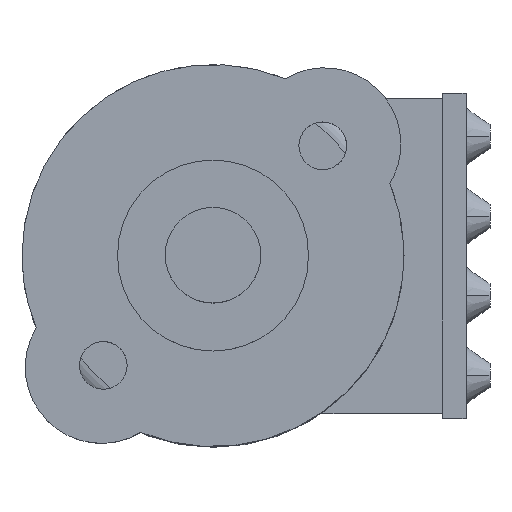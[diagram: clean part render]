
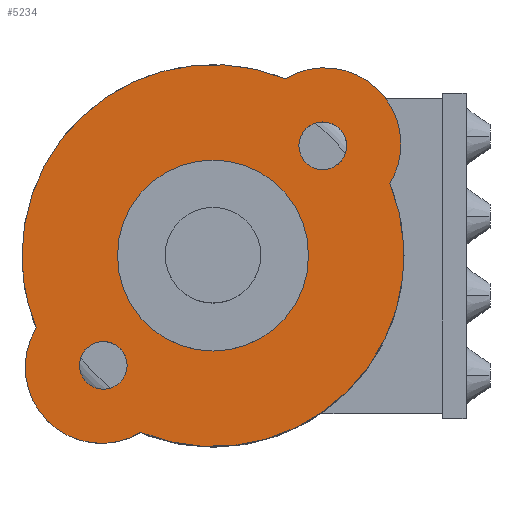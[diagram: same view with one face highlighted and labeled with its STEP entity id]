
A CAD part, top view. The second image highlights one B-rep face of the part: STEP entity #5234.
In plain terms, the highlighted planar face has unit normal (0, 0, 1).
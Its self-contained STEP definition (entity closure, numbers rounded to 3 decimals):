
#31 = EDGE_CURVE ( 'NONE', #7396, #200, #6682, .T. ) ;
#168 = CIRCLE ( 'NONE', #6480, 0.5 ) ;
#200 = VERTEX_POINT ( 'NONE', #3255 ) ;
#226 = DIRECTION ( 'NONE',  ( 0., 0., 1. ) ) ;
#307 = EDGE_CURVE ( 'NONE', #3013, #5542, #1746, .T. ) ;
#335 = DIRECTION ( 'NONE',  ( 0., 0., -1. ) ) ;
#458 = CIRCLE ( 'NONE', #7617, 2. ) ;
#513 = EDGE_CURVE ( 'NONE', #2762, #4809, #5929, .T. ) ;
#573 = CARTESIAN_POINT ( 'NONE',  ( 2.336, 2.336, 9.2 ) ) ;
#812 = ORIENTED_EDGE ( 'NONE', *, *, #307, .F. ) ;
#864 = EDGE_CURVE ( 'NONE', #4809, #2762, #458, .T. ) ;
#1002 = CIRCLE ( 'NONE', #3962, 0.5 ) ;
#1109 = CARTESIAN_POINT ( 'NONE',  ( 0., 0., 9.2 ) ) ;
#1134 = CARTESIAN_POINT ( 'NONE',  ( -3.703, -1.511, 9.2 ) ) ;
#1229 = FACE_BOUND ( 'NONE', #8697, .T. ) ;
#1359 = ORIENTED_EDGE ( 'NONE', *, *, #8112, .T. ) ;
#1399 = DIRECTION ( 'NONE',  ( 0., 0., 1. ) ) ;
#1496 = CARTESIAN_POINT ( 'NONE',  ( 0., 0., 9.2 ) ) ;
#1551 = CARTESIAN_POINT ( 'NONE',  ( 2.336, 2.336, 9.2 ) ) ;
#1632 = EDGE_CURVE ( 'NONE', #4128, #7873, #5659, .T. ) ;
#1645 = DIRECTION ( 'NONE',  ( 0., 0., 1. ) ) ;
#1679 = FACE_BOUND ( 'NONE', #8028, .T. ) ;
#1730 = AXIS2_PLACEMENT_3D ( 'NONE', #573, #4638, #4040 ) ;
#1746 = CIRCLE ( 'NONE', #4044, 0.5 ) ;
#1780 = CARTESIAN_POINT ( 'NONE',  ( 2.798, 2.298, 9.2 ) ) ;
#1820 = VERTEX_POINT ( 'NONE', #2725 ) ;
#1835 = AXIS2_PLACEMENT_3D ( 'NONE', #5815, #7853, #8447 ) ;
#2085 = ORIENTED_EDGE ( 'NONE', *, *, #7893, .F. ) ;
#2302 = CARTESIAN_POINT ( 'NONE',  ( 1.511, 3.703, 9.2 ) ) ;
#2467 = ORIENTED_EDGE ( 'NONE', *, *, #31, .F. ) ;
#2494 = DIRECTION ( 'NONE',  ( 0., 0., 1. ) ) ;
#2506 = EDGE_LOOP ( 'NONE', ( #2085, #1359, #6607, #7422, #2467, #7129 ) ) ;
#2530 = AXIS2_PLACEMENT_3D ( 'NONE', #1551, #1399, #3641 ) ;
#2612 = ORIENTED_EDGE ( 'NONE', *, *, #4901, .F. ) ;
#2709 = CIRCLE ( 'NONE', #1835, 4. ) ;
#2725 = CARTESIAN_POINT ( 'NONE',  ( 3.703, 1.511, 9.2 ) ) ;
#2762 = VERTEX_POINT ( 'NONE', #3587 ) ;
#3013 = VERTEX_POINT ( 'NONE', #8171 ) ;
#3044 = DIRECTION ( 'NONE',  ( 1., 0., 0. ) ) ;
#3137 = CARTESIAN_POINT ( 'NONE',  ( 0., 0., 9.2 ) ) ;
#3154 = CARTESIAN_POINT ( 'NONE',  ( 2.298, 2.298, 9.2 ) ) ;
#3242 = CARTESIAN_POINT ( 'NONE',  ( -2.298, -2.298, 9.2 ) ) ;
#3255 = CARTESIAN_POINT ( 'NONE',  ( -4., 0., 9.2 ) ) ;
#3257 = CIRCLE ( 'NONE', #6501, 4. ) ;
#3447 = ORIENTED_EDGE ( 'NONE', *, *, #7950, .F. ) ;
#3527 = CARTESIAN_POINT ( 'NONE',  ( -2.798, -2.298, 9.2 ) ) ;
#3587 = CARTESIAN_POINT ( 'NONE',  ( -2., 0., 9.2 ) ) ;
#3641 = DIRECTION ( 'NONE',  ( 1., 0., 0. ) ) ;
#3713 = PLANE ( 'NONE',  #6985 ) ;
#3962 = AXIS2_PLACEMENT_3D ( 'NONE', #7112, #5732, #3044 ) ;
#4040 = DIRECTION ( 'NONE',  ( 1., 0., 0. ) ) ;
#4044 = AXIS2_PLACEMENT_3D ( 'NONE', #3242, #7999, #4597 ) ;
#4080 = EDGE_LOOP ( 'NONE', ( #812, #3447 ) ) ;
#4128 = VERTEX_POINT ( 'NONE', #4794 ) ;
#4136 = ORIENTED_EDGE ( 'NONE', *, *, #864, .T. ) ;
#4262 = CIRCLE ( 'NONE', #8471, 0.5 ) ;
#4417 = DIRECTION ( 'NONE',  ( 1., 0., 0. ) ) ;
#4487 = CARTESIAN_POINT ( 'NONE',  ( 0., 0., 9.2 ) ) ;
#4597 = DIRECTION ( 'NONE',  ( 1., 0., 0. ) ) ;
#4638 = DIRECTION ( 'NONE',  ( 0., 0., 1. ) ) ;
#4646 = CARTESIAN_POINT ( 'NONE',  ( 1.798, 2.298, 9.2 ) ) ;
#4740 = EDGE_CURVE ( 'NONE', #7396, #6642, #6541, .T. ) ;
#4794 = CARTESIAN_POINT ( 'NONE',  ( 3.933, 2.336, 9.2 ) ) ;
#4809 = VERTEX_POINT ( 'NONE', #8434 ) ;
#4901 = EDGE_CURVE ( 'NONE', #5361, #4929, #4262, .T. ) ;
#4929 = VERTEX_POINT ( 'NONE', #1780 ) ;
#5038 = DIRECTION ( 'NONE',  ( 1., 0., 0. ) ) ;
#5117 = AXIS2_PLACEMENT_3D ( 'NONE', #5771, #1645, #6379 ) ;
#5128 = AXIS2_PLACEMENT_3D ( 'NONE', #3137, #7908, #6606 ) ;
#5204 = EDGE_CURVE ( 'NONE', #4929, #5361, #168, .T. ) ;
#5234 = ADVANCED_FACE ( 'NONE', ( #5628, #1679, #1229, #8276 ), #3713, .T. ) ;
#5361 = VERTEX_POINT ( 'NONE', #4646 ) ;
#5542 = VERTEX_POINT ( 'NONE', #3527 ) ;
#5628 = FACE_BOUND ( 'NONE', #4080, .T. ) ;
#5659 = CIRCLE ( 'NONE', #2530, 1.597 ) ;
#5732 = DIRECTION ( 'NONE',  ( 0., 0., 1. ) ) ;
#5771 = CARTESIAN_POINT ( 'NONE',  ( -2.336, -2.336, 9.2 ) ) ;
#5786 = DIRECTION ( 'NONE',  ( 0., 0., 1. ) ) ;
#5815 = CARTESIAN_POINT ( 'NONE',  ( 0., 0., 9.2 ) ) ;
#5831 = DIRECTION ( 'NONE',  ( 1., 0., 0. ) ) ;
#5929 = CIRCLE ( 'NONE', #8491, 2. ) ;
#6086 = CARTESIAN_POINT ( 'NONE',  ( -1.511, -3.703, 9.2 ) ) ;
#6379 = DIRECTION ( 'NONE',  ( -1., 0., 0. ) ) ;
#6397 = CARTESIAN_POINT ( 'NONE',  ( 2.298, 2.298, 9.2 ) ) ;
#6480 = AXIS2_PLACEMENT_3D ( 'NONE', #6397, #5786, #5038 ) ;
#6501 = AXIS2_PLACEMENT_3D ( 'NONE', #4487, #335, #8469 ) ;
#6541 = CIRCLE ( 'NONE', #5117, 1.597 ) ;
#6606 = DIRECTION ( 'NONE',  ( -1., 0., 0. ) ) ;
#6607 = ORIENTED_EDGE ( 'NONE', *, *, #1632, .T. ) ;
#6642 = VERTEX_POINT ( 'NONE', #6086 ) ;
#6682 = CIRCLE ( 'NONE', #5128, 4. ) ;
#6985 = AXIS2_PLACEMENT_3D ( 'NONE', #7745, #226, #4417 ) ;
#7079 = ORIENTED_EDGE ( 'NONE', *, *, #5204, .F. ) ;
#7112 = CARTESIAN_POINT ( 'NONE',  ( -2.298, -2.298, 9.2 ) ) ;
#7129 = ORIENTED_EDGE ( 'NONE', *, *, #4740, .T. ) ;
#7362 = ORIENTED_EDGE ( 'NONE', *, *, #513, .T. ) ;
#7396 = VERTEX_POINT ( 'NONE', #1134 ) ;
#7422 = ORIENTED_EDGE ( 'NONE', *, *, #8402, .F. ) ;
#7617 = AXIS2_PLACEMENT_3D ( 'NONE', #1109, #7856, #8513 ) ;
#7654 = DIRECTION ( 'NONE',  ( -1., 0., 0. ) ) ;
#7735 = DIRECTION ( 'NONE',  ( 0., 0., -1. ) ) ;
#7745 = CARTESIAN_POINT ( 'NONE',  ( -2., 0., 9.2 ) ) ;
#7853 = DIRECTION ( 'NONE',  ( 0., 0., -1. ) ) ;
#7856 = DIRECTION ( 'NONE',  ( 0., 0., -1. ) ) ;
#7873 = VERTEX_POINT ( 'NONE', #2302 ) ;
#7893 = EDGE_CURVE ( 'NONE', #1820, #6642, #2709, .T. ) ;
#7908 = DIRECTION ( 'NONE',  ( 0., 0., -1. ) ) ;
#7950 = EDGE_CURVE ( 'NONE', #5542, #3013, #1002, .T. ) ;
#7982 = CIRCLE ( 'NONE', #1730, 1.597 ) ;
#7999 = DIRECTION ( 'NONE',  ( 0., 0., 1. ) ) ;
#8028 = EDGE_LOOP ( 'NONE', ( #7079, #2612 ) ) ;
#8112 = EDGE_CURVE ( 'NONE', #1820, #4128, #7982, .T. ) ;
#8171 = CARTESIAN_POINT ( 'NONE',  ( -1.798, -2.298, 9.2 ) ) ;
#8276 = FACE_OUTER_BOUND ( 'NONE', #2506, .T. ) ;
#8402 = EDGE_CURVE ( 'NONE', #200, #7873, #3257, .T. ) ;
#8434 = CARTESIAN_POINT ( 'NONE',  ( 2., 0., 9.2 ) ) ;
#8447 = DIRECTION ( 'NONE',  ( -1., 0., 0. ) ) ;
#8469 = DIRECTION ( 'NONE',  ( -1., 0., 0. ) ) ;
#8471 = AXIS2_PLACEMENT_3D ( 'NONE', #3154, #2494, #5831 ) ;
#8491 = AXIS2_PLACEMENT_3D ( 'NONE', #1496, #7735, #7654 ) ;
#8513 = DIRECTION ( 'NONE',  ( -1., 0., 0. ) ) ;
#8697 = EDGE_LOOP ( 'NONE', ( #7362, #4136 ) ) ;
